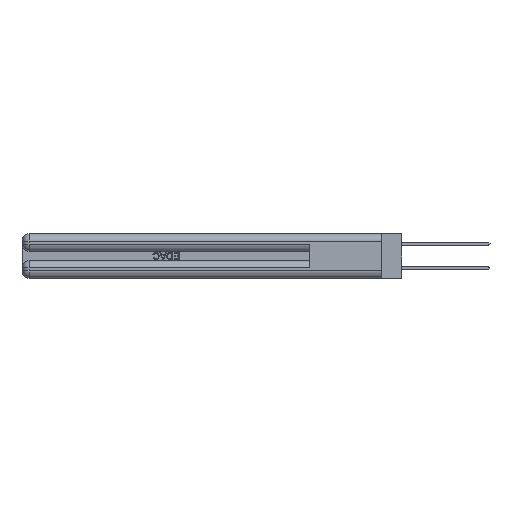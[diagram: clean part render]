
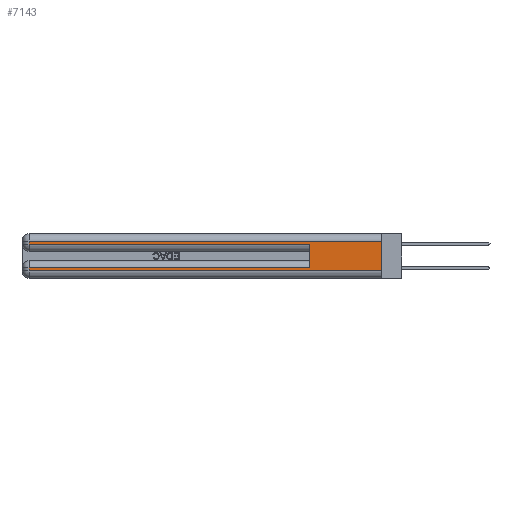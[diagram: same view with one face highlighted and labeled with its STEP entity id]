
A CAD part, left-side view. The second image highlights one B-rep face of the part: STEP entity #7143.
In plain terms, the highlighted planar face has unit normal (-1, 0, 0).
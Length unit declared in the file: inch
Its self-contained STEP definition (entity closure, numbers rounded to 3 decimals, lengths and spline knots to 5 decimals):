
#194 = LINE ( 'NONE', #28476, #17667 ) ;
#948 = LINE ( 'NONE', #6465, #38398 ) ;
#1857 = LINE ( 'NONE', #45664, #46841 ) ;
#3904 = CARTESIAN_POINT ( 'NONE',  ( 0., 2.94, 0.285 ) ) ;
#4510 = EDGE_CURVE ( 'NONE', #29577, #39167, #194, .T. ) ;
#4846 = CARTESIAN_POINT ( 'NONE',  ( 0., 0., 0.37 ) ) ;
#4951 = ORIENTED_EDGE ( 'NONE', *, *, #13885, .T. ) ;
#5074 = PLANE ( 'NONE',  #49486 ) ;
#5580 = LINE ( 'NONE', #35804, #46157 ) ;
#5659 = EDGE_CURVE ( 'NONE', #31547, #12211, #26924, .T. ) ;
#6077 = LINE ( 'NONE', #23610, #26099 ) ;
#6442 = CARTESIAN_POINT ( 'NONE',  ( 0., 2.94, 0.37 ) ) ;
#6465 = CARTESIAN_POINT ( 'NONE',  ( 0., 0., 0.31 ) ) ;
#6515 = VECTOR ( 'NONE', #18318, 39.37008 ) ;
#7143 = ADVANCED_FACE ( 'NONE', ( #13824 ), #5074, .F. ) ;
#10336 = ORIENTED_EDGE ( 'NONE', *, *, #4510, .F. ) ;
#12211 = VERTEX_POINT ( 'NONE', #25234 ) ;
#12695 = VERTEX_POINT ( 'NONE', #3904 ) ;
#12769 = CARTESIAN_POINT ( 'NONE',  ( 0., 0., 0.37 ) ) ;
#13824 = FACE_OUTER_BOUND ( 'NONE', #25692, .T. ) ;
#13885 = EDGE_CURVE ( 'NONE', #45394, #31547, #17115, .T. ) ;
#17115 = LINE ( 'NONE', #6442, #6515 ) ;
#17667 = VECTOR ( 'NONE', #40496, 39.37008 ) ;
#18039 = VERTEX_POINT ( 'NONE', #38110 ) ;
#18318 = DIRECTION ( 'NONE',  ( 0., 0., -1. ) ) ;
#18810 = CARTESIAN_POINT ( 'NONE',  ( 0., 2.94, 0.085 ) ) ;
#20475 = CARTESIAN_POINT ( 'NONE',  ( 0., 0.6, 0.285 ) ) ;
#21066 = ORIENTED_EDGE ( 'NONE', *, *, #48380, .T. ) ;
#22097 = LINE ( 'NONE', #4846, #43902 ) ;
#22381 = ORIENTED_EDGE ( 'NONE', *, *, #5659, .T. ) ;
#23458 = DIRECTION ( 'NONE',  ( 0., -1., 0. ) ) ;
#23610 = CARTESIAN_POINT ( 'NONE',  ( 0., 0., 0.085 ) ) ;
#25234 = CARTESIAN_POINT ( 'NONE',  ( 0., 0., 0.06 ) ) ;
#25692 = EDGE_LOOP ( 'NONE', ( #38528, #45445, #21066, #43889, #10336, #43914, #4951, #22381 ) ) ;
#26099 = VECTOR ( 'NONE', #27620, 39.37008 ) ;
#26924 = LINE ( 'NONE', #39899, #33753 ) ;
#27430 = CARTESIAN_POINT ( 'NONE',  ( 0., 0.6, 0.085 ) ) ;
#27620 = DIRECTION ( 'NONE',  ( 0., 1., 0. ) ) ;
#28476 = CARTESIAN_POINT ( 'NONE',  ( 0., 0.6, 0.145 ) ) ;
#29338 = CARTESIAN_POINT ( 'NONE',  ( 0., 2.94, 0.31 ) ) ;
#29577 = VERTEX_POINT ( 'NONE', #27430 ) ;
#31547 = VERTEX_POINT ( 'NONE', #47324 ) ;
#33000 = DIRECTION ( 'NONE',  ( 1., 0., 0. ) ) ;
#33753 = VECTOR ( 'NONE', #35853, 39.37008 ) ;
#34855 = EDGE_CURVE ( 'NONE', #29577, #45394, #6077, .T. ) ;
#35191 = VERTEX_POINT ( 'NONE', #29338 ) ;
#35804 = CARTESIAN_POINT ( 'NONE',  ( 0., 0., 0.285 ) ) ;
#35853 = DIRECTION ( 'NONE',  ( 0., -1., 0. ) ) ;
#36983 = EDGE_CURVE ( 'NONE', #18039, #35191, #948, .T. ) ;
#37973 = EDGE_CURVE ( 'NONE', #18039, #12211, #22097, .T. ) ;
#38110 = CARTESIAN_POINT ( 'NONE',  ( 0., 0., 0.31 ) ) ;
#38398 = VECTOR ( 'NONE', #50804, 39.37008 ) ;
#38528 = ORIENTED_EDGE ( 'NONE', *, *, #37973, .F. ) ;
#39167 = VERTEX_POINT ( 'NONE', #20475 ) ;
#39899 = CARTESIAN_POINT ( 'NONE',  ( 0., 0., 0.06 ) ) ;
#40496 = DIRECTION ( 'NONE',  ( 0., 0., 1. ) ) ;
#43889 = ORIENTED_EDGE ( 'NONE', *, *, #44404, .T. ) ;
#43902 = VECTOR ( 'NONE', #44799, 39.37008 ) ;
#43914 = ORIENTED_EDGE ( 'NONE', *, *, #34855, .T. ) ;
#44351 = DIRECTION ( 'NONE',  ( 0., 0., -1. ) ) ;
#44404 = EDGE_CURVE ( 'NONE', #12695, #39167, #5580, .T. ) ;
#44799 = DIRECTION ( 'NONE',  ( 0., 0., -1. ) ) ;
#45394 = VERTEX_POINT ( 'NONE', #18810 ) ;
#45445 = ORIENTED_EDGE ( 'NONE', *, *, #36983, .T. ) ;
#45664 = CARTESIAN_POINT ( 'NONE',  ( 0., 2.94, 0.37 ) ) ;
#46157 = VECTOR ( 'NONE', #23458, 39.37008 ) ;
#46841 = VECTOR ( 'NONE', #49359, 39.37008 ) ;
#47324 = CARTESIAN_POINT ( 'NONE',  ( 0., 2.94, 0.06 ) ) ;
#48380 = EDGE_CURVE ( 'NONE', #35191, #12695, #1857, .T. ) ;
#49359 = DIRECTION ( 'NONE',  ( 0., 0., -1. ) ) ;
#49486 = AXIS2_PLACEMENT_3D ( 'NONE', #12769, #33000, #44351 ) ;
#50804 = DIRECTION ( 'NONE',  ( 0., 1., 0. ) ) ;
